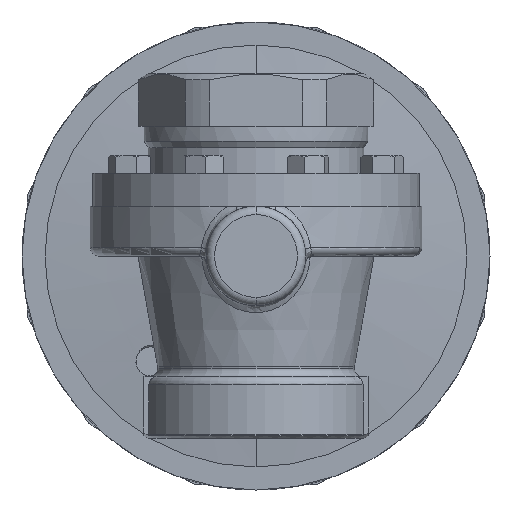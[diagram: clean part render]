
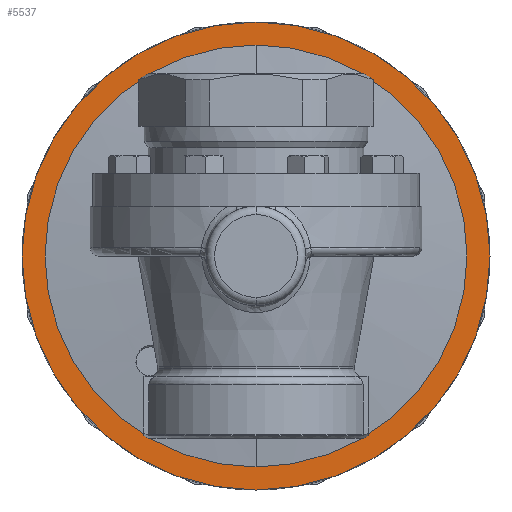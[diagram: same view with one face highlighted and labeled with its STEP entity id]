
A CAD part, front view. The second image highlights one B-rep face of the part: STEP entity #5537.
In plain terms, the highlighted planar face has unit normal (0, -1, 0).
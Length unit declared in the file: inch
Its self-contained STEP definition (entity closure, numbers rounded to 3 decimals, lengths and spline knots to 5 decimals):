
#126 = VERTEX_POINT ( 'NONE', #9847 ) ;
#516 = CIRCLE ( 'NONE', #4436, 3.53 ) ;
#805 = DIRECTION ( 'NONE',  ( 0., 0., -1. ) ) ;
#1488 = AXIS2_PLACEMENT_3D ( 'NONE', #9689, #3259, #10797 ) ;
#1718 = CARTESIAN_POINT ( 'NONE',  ( 0., 3., -3.53 ) ) ;
#1740 = ORIENTED_EDGE ( 'NONE', *, *, #1765, .T. ) ;
#1765 = EDGE_CURVE ( 'NONE', #4098, #13538, #8732, .T. ) ;
#2266 = CARTESIAN_POINT ( 'NONE',  ( 0., 3., 0. ) ) ;
#2343 = DIRECTION ( 'NONE',  ( 0., -1., 0. ) ) ;
#2570 = AXIS2_PLACEMENT_3D ( 'NONE', #4491, #2343, #13128 ) ;
#3259 = DIRECTION ( 'NONE',  ( 0., -1., 0. ) ) ;
#3363 = DIRECTION ( 'NONE',  ( 0., 0., -1. ) ) ;
#3667 = ORIENTED_EDGE ( 'NONE', *, *, #6526, .F. ) ;
#4098 = VERTEX_POINT ( 'NONE', #1718 ) ;
#4276 = EDGE_LOOP ( 'NONE', ( #1740, #7043 ) ) ;
#4436 = AXIS2_PLACEMENT_3D ( 'NONE', #5500, #13038, #6588 ) ;
#4491 = CARTESIAN_POINT ( 'NONE',  ( 3.18273, 3., 0. ) ) ;
#4967 = EDGE_LOOP ( 'NONE', ( #3667, #12374 ) ) ;
#5500 = CARTESIAN_POINT ( 'NONE',  ( 0., 3., 0. ) ) ;
#5537 = ADVANCED_FACE ( 'NONE', ( #7863, #12924 ), #5588, .T. ) ;
#5588 = PLANE ( 'NONE',  #2570 ) ;
#5856 = CIRCLE ( 'NONE', #1488, 3.18273 ) ;
#6526 = EDGE_CURVE ( 'NONE', #126, #9890, #5856, .T. ) ;
#6582 = CIRCLE ( 'NONE', #6696, 3.18273 ) ;
#6588 = DIRECTION ( 'NONE',  ( 0., 0., -1. ) ) ;
#6696 = AXIS2_PLACEMENT_3D ( 'NONE', #2266, #9791, #3363 ) ;
#7043 = ORIENTED_EDGE ( 'NONE', *, *, #8549, .T. ) ;
#7233 = DIRECTION ( 'NONE',  ( 0., -1., 0. ) ) ;
#7863 = FACE_BOUND ( 'NONE', #4967, .T. ) ;
#7869 = EDGE_CURVE ( 'NONE', #9890, #126, #6582, .T. ) ;
#8549 = EDGE_CURVE ( 'NONE', #13538, #4098, #516, .T. ) ;
#8732 = CIRCLE ( 'NONE', #9830, 3.53 ) ;
#9689 = CARTESIAN_POINT ( 'NONE',  ( 0., 3., 0. ) ) ;
#9791 = DIRECTION ( 'NONE',  ( 0., -1., 0. ) ) ;
#9830 = AXIS2_PLACEMENT_3D ( 'NONE', #13696, #7233, #805 ) ;
#9847 = CARTESIAN_POINT ( 'NONE',  ( 0., 3., 3.18273 ) ) ;
#9890 = VERTEX_POINT ( 'NONE', #11564 ) ;
#10797 = DIRECTION ( 'NONE',  ( 0., 0., -1. ) ) ;
#11564 = CARTESIAN_POINT ( 'NONE',  ( 0., 3., -3.18273 ) ) ;
#12374 = ORIENTED_EDGE ( 'NONE', *, *, #7869, .F. ) ;
#12924 = FACE_OUTER_BOUND ( 'NONE', #4276, .T. ) ;
#13038 = DIRECTION ( 'NONE',  ( 0., -1., 0. ) ) ;
#13128 = DIRECTION ( 'NONE',  ( 0., 0., -1. ) ) ;
#13538 = VERTEX_POINT ( 'NONE', #13989 ) ;
#13696 = CARTESIAN_POINT ( 'NONE',  ( 0., 3., 0. ) ) ;
#13989 = CARTESIAN_POINT ( 'NONE',  ( 0., 3., 3.53 ) ) ;
